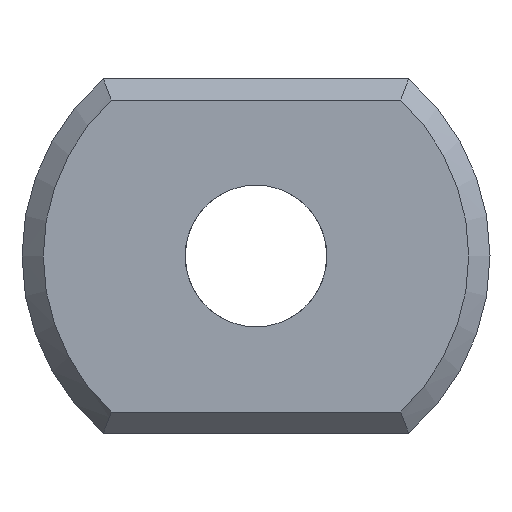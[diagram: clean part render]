
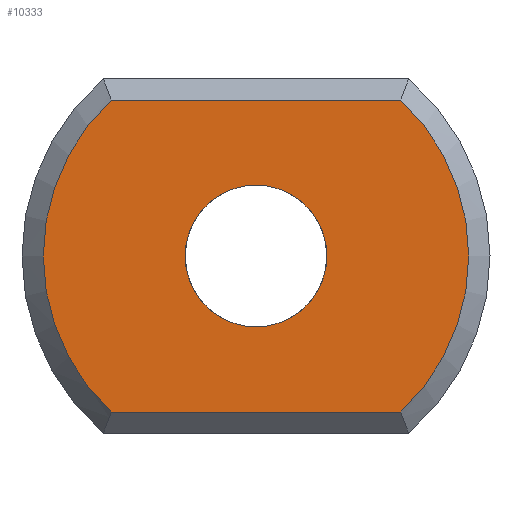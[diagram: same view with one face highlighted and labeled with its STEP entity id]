
A CAD part, left-side view. The second image highlights one B-rep face of the part: STEP entity #10333.
In plain terms, the highlighted planar face has unit normal (-1, 0, 0).
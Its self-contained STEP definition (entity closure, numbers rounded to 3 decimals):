
#24 = VERTEX_POINT('',#25);
#25 = CARTESIAN_POINT('',(0.,-2.04,2.2));
#33 = PLANE('',#34);
#34 = AXIS2_PLACEMENT_3D('',#35,#36,#37);
#35 = CARTESIAN_POINT('',(0.15,-2.154,2.35));
#36 = DIRECTION('',(0.707,0.,-0.707)
  );
#37 = DIRECTION('',(0.,-1.,0.));
#45 = CONICAL_SURFACE('',#46,3.3,0.785);
#46 = AXIS2_PLACEMENT_3D('',#47,#48,#49);
#47 = CARTESIAN_POINT('',(0.3,0.,0.));
#48 = DIRECTION('',(1.,0.,0.));
#49 = DIRECTION('',(0.,-0.653,0.758));
#89 = VERTEX_POINT('',#90);
#90 = CARTESIAN_POINT('',(0.,2.04,2.2));
#105 = CONICAL_SURFACE('',#106,3.3,0.785);
#106 = AXIS2_PLACEMENT_3D('',#107,#108,#109);
#107 = CARTESIAN_POINT('',(0.3,0.,0.));
#108 = DIRECTION('',(1.,0.,0.));
#109 = DIRECTION('',(0.,0.653,-0.758));
#120 = EDGE_CURVE('',#24,#89,#121,.T.);
#121 = SURFACE_CURVE('',#122,(#126,#133),.PCURVE_S1.);
#122 = LINE('',#123,#124);
#123 = CARTESIAN_POINT('',(0.,-2.154,2.2));
#124 = VECTOR('',#125,1.);
#125 = DIRECTION('',(0.,1.,0.));
#126 = PCURVE('',#33,#127);
#127 = DEFINITIONAL_REPRESENTATION('',(#128),#132);
#128 = LINE('',#129,#130);
#129 = CARTESIAN_POINT('',(0.,0.212));
#130 = VECTOR('',#131,1.);
#131 = DIRECTION('',(-1.,0.));
#132 = ( GEOMETRIC_REPRESENTATION_CONTEXT(2) 
PARAMETRIC_REPRESENTATION_CONTEXT() REPRESENTATION_CONTEXT('2D SPACE',''
  ) );
#133 = PCURVE('',#134,#139);
#134 = PLANE('',#135);
#135 = AXIS2_PLACEMENT_3D('',#136,#137,#138);
#136 = CARTESIAN_POINT('',(0.,0.,
    0.));
#137 = DIRECTION('',(1.,0.,0.));
#138 = DIRECTION('',(0.,0.,1.));
#139 = DEFINITIONAL_REPRESENTATION('',(#140),#144);
#140 = LINE('',#141,#142);
#141 = CARTESIAN_POINT('',(2.2,2.154));
#142 = VECTOR('',#143,1.);
#143 = DIRECTION('',(0.,-1.));
#144 = ( GEOMETRIC_REPRESENTATION_CONTEXT(2) 
PARAMETRIC_REPRESENTATION_CONTEXT() REPRESENTATION_CONTEXT('2D SPACE',''
  ) );
#180 = VERTEX_POINT('',#181);
#181 = CARTESIAN_POINT('',(0.,-2.04,-2.2));
#199 = PLANE('',#200);
#200 = AXIS2_PLACEMENT_3D('',#201,#202,#203);
#201 = CARTESIAN_POINT('',(0.15,-2.154,-2.35));
#202 = DIRECTION('',(-0.707,0.,-0.707));
#203 = DIRECTION('',(0.,-1.,0.));
#211 = EDGE_CURVE('',#24,#180,#212,.T.);
#212 = SURFACE_CURVE('',#213,(#218,#225),.PCURVE_S1.);
#213 = CIRCLE('',#214,3.);
#214 = AXIS2_PLACEMENT_3D('',#215,#216,#217);
#215 = CARTESIAN_POINT('',(0.,0.,
    0.));
#216 = DIRECTION('',(1.,0.,0.));
#217 = DIRECTION('',(0.,-0.653,0.758));
#218 = PCURVE('',#45,#219);
#219 = DEFINITIONAL_REPRESENTATION('',(#220),#224);
#220 = LINE('',#221,#222);
#221 = CARTESIAN_POINT('',(0.,-0.3));
#222 = VECTOR('',#223,1.);
#223 = DIRECTION('',(1.,-0.));
#224 = ( GEOMETRIC_REPRESENTATION_CONTEXT(2) 
PARAMETRIC_REPRESENTATION_CONTEXT() REPRESENTATION_CONTEXT('2D SPACE',''
  ) );
#225 = PCURVE('',#134,#226);
#226 = DEFINITIONAL_REPRESENTATION('',(#227),#231);
#227 = CIRCLE('',#228,3.);
#228 = AXIS2_PLACEMENT_2D('',#229,#230);
#229 = CARTESIAN_POINT('',(0.,0.));
#230 = DIRECTION('',(0.758,0.653));
#231 = ( GEOMETRIC_REPRESENTATION_CONTEXT(2) 
PARAMETRIC_REPRESENTATION_CONTEXT() REPRESENTATION_CONTEXT('2D SPACE',''
  ) );
#10333 = ADVANCED_FACE('',(#10334,#10383),#134,.F.);
#10334 = FACE_BOUND('',#10335,.F.);
#10335 = EDGE_LOOP('',(#10336,#10360,#10361,#10362));
#10336 = ORIENTED_EDGE('',*,*,#10337,.T.);
#10337 = EDGE_CURVE('',#10338,#89,#10340,.T.);
#10338 = VERTEX_POINT('',#10339);
#10339 = CARTESIAN_POINT('',(0.,2.04,-2.2));
#10340 = SURFACE_CURVE('',#10341,(#10346,#10353),.PCURVE_S1.);
#10341 = CIRCLE('',#10342,3.);
#10342 = AXIS2_PLACEMENT_3D('',#10343,#10344,#10345);
#10343 = CARTESIAN_POINT('',(0.,0.,
    0.));
#10344 = DIRECTION('',(1.,0.,0.));
#10345 = DIRECTION('',(0.,0.653,-0.758)
  );
#10346 = PCURVE('',#134,#10347);
#10347 = DEFINITIONAL_REPRESENTATION('',(#10348),#10352);
#10348 = CIRCLE('',#10349,3.);
#10349 = AXIS2_PLACEMENT_2D('',#10350,#10351);
#10350 = CARTESIAN_POINT('',(0.,0.));
#10351 = DIRECTION('',(-0.758,-0.653));
#10352 = ( GEOMETRIC_REPRESENTATION_CONTEXT(2) 
PARAMETRIC_REPRESENTATION_CONTEXT() REPRESENTATION_CONTEXT('2D SPACE',''
  ) );
#10353 = PCURVE('',#105,#10354);
#10354 = DEFINITIONAL_REPRESENTATION('',(#10355),#10359);
#10355 = LINE('',#10356,#10357);
#10356 = CARTESIAN_POINT('',(0.,-0.3));
#10357 = VECTOR('',#10358,1.);
#10358 = DIRECTION('',(1.,-0.));
#10359 = ( GEOMETRIC_REPRESENTATION_CONTEXT(2) 
PARAMETRIC_REPRESENTATION_CONTEXT() REPRESENTATION_CONTEXT('2D SPACE',''
  ) );
#10360 = ORIENTED_EDGE('',*,*,#120,.F.);
#10361 = ORIENTED_EDGE('',*,*,#211,.T.);
#10362 = ORIENTED_EDGE('',*,*,#10363,.T.);
#10363 = EDGE_CURVE('',#180,#10338,#10364,.T.);
#10364 = SURFACE_CURVE('',#10365,(#10369,#10376),.PCURVE_S1.);
#10365 = LINE('',#10366,#10367);
#10366 = CARTESIAN_POINT('',(0.,-2.154,-2.2));
#10367 = VECTOR('',#10368,1.);
#10368 = DIRECTION('',(0.,1.,0.));
#10369 = PCURVE('',#134,#10370);
#10370 = DEFINITIONAL_REPRESENTATION('',(#10371),#10375);
#10371 = LINE('',#10372,#10373);
#10372 = CARTESIAN_POINT('',(-2.2,2.154));
#10373 = VECTOR('',#10374,1.);
#10374 = DIRECTION('',(0.,-1.));
#10375 = ( GEOMETRIC_REPRESENTATION_CONTEXT(2) 
PARAMETRIC_REPRESENTATION_CONTEXT() REPRESENTATION_CONTEXT('2D SPACE',''
  ) );
#10376 = PCURVE('',#199,#10377);
#10377 = DEFINITIONAL_REPRESENTATION('',(#10378),#10382);
#10378 = LINE('',#10379,#10380);
#10379 = CARTESIAN_POINT('',(0.,0.212));
#10380 = VECTOR('',#10381,1.);
#10381 = DIRECTION('',(-1.,0.));
#10382 = ( GEOMETRIC_REPRESENTATION_CONTEXT(2) 
PARAMETRIC_REPRESENTATION_CONTEXT() REPRESENTATION_CONTEXT('2D SPACE',''
  ) );
#10383 = FACE_BOUND('',#10384,.T.);
#10384 = EDGE_LOOP('',(#10385));
#10385 = ORIENTED_EDGE('',*,*,#10386,.T.);
#10386 = EDGE_CURVE('',#10387,#10387,#10389,.T.);
#10387 = VERTEX_POINT('',#10388);
#10388 = CARTESIAN_POINT('',(0.,1.,0.));
#10389 = SURFACE_CURVE('',#10390,(#10395,#10402),.PCURVE_S1.);
#10390 = CIRCLE('',#10391,1.);
#10391 = AXIS2_PLACEMENT_3D('',#10392,#10393,#10394);
#10392 = CARTESIAN_POINT('',(0.,0.,0.));
#10393 = DIRECTION('',(1.,0.,0.));
#10394 = DIRECTION('',(0.,1.,0.));
#10395 = PCURVE('',#134,#10396);
#10396 = DEFINITIONAL_REPRESENTATION('',(#10397),#10401);
#10397 = CIRCLE('',#10398,1.);
#10398 = AXIS2_PLACEMENT_2D('',#10399,#10400);
#10399 = CARTESIAN_POINT('',(0.,0.));
#10400 = DIRECTION('',(0.,-1.));
#10401 = ( GEOMETRIC_REPRESENTATION_CONTEXT(2) 
PARAMETRIC_REPRESENTATION_CONTEXT() REPRESENTATION_CONTEXT('2D SPACE',''
  ) );
#10402 = PCURVE('',#10403,#10408);
#10403 = CYLINDRICAL_SURFACE('',#10404,1.);
#10404 = AXIS2_PLACEMENT_3D('',#10405,#10406,#10407);
#10405 = CARTESIAN_POINT('',(0.,0.,0.));
#10406 = DIRECTION('',(-1.,0.,0.));
#10407 = DIRECTION('',(0.,1.,0.));
#10408 = DEFINITIONAL_REPRESENTATION('',(#10409),#10413);
#10409 = LINE('',#10410,#10411);
#10410 = CARTESIAN_POINT('',(-0.,0.));
#10411 = VECTOR('',#10412,1.);
#10412 = DIRECTION('',(-1.,0.));
#10413 = ( GEOMETRIC_REPRESENTATION_CONTEXT(2) 
PARAMETRIC_REPRESENTATION_CONTEXT() REPRESENTATION_CONTEXT('2D SPACE',''
  ) );
